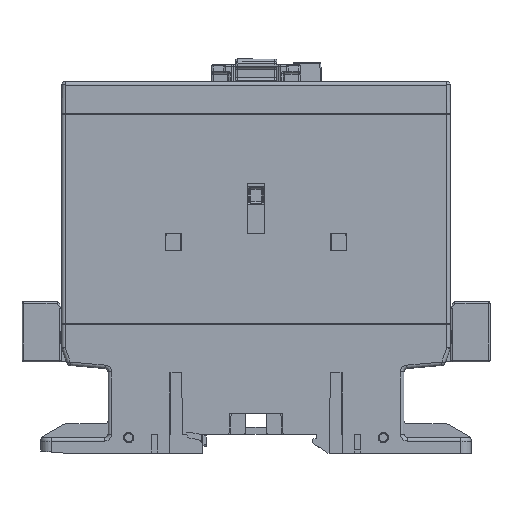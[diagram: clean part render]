
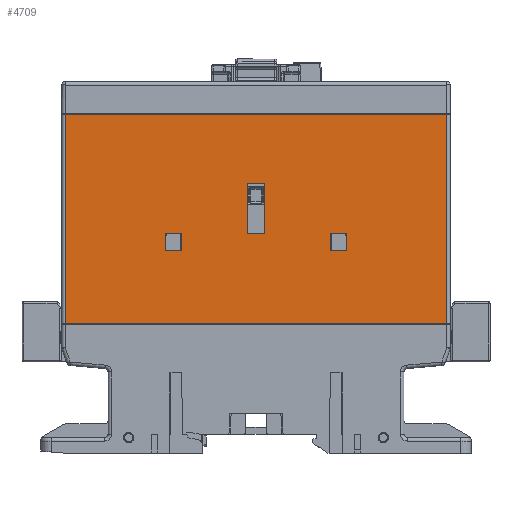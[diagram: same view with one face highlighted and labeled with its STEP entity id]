
A CAD part, front view. The second image highlights one B-rep face of the part: STEP entity #4709.
In plain terms, the highlighted planar face has unit normal (0, -1, 0).
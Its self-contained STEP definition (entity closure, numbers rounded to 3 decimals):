
#668=FACE_BOUND('',#9734,.T.);
#669=FACE_BOUND('',#9735,.T.);
#670=FACE_BOUND('',#9736,.T.);
#671=FACE_BOUND('',#9737,.T.);
#1553=PLANE('',#56465);
#4709=ADVANCED_FACE('',(#668,#669,#670,#671),#1553,.T.);
#9734=EDGE_LOOP('',(#30825,#30826,#30827,#30828));
#9735=EDGE_LOOP('',(#30829,#30830,#30831,#30832));
#9736=EDGE_LOOP('',(#30833,#30834,#30835,#30836));
#9737=EDGE_LOOP('',(#30837,#30838,#30839,#30840));
#14446=LINE('',#86991,#20517);
#14449=LINE('',#86996,#20520);
#14453=LINE('',#87003,#20524);
#14457=LINE('',#87010,#20528);
#14460=LINE('',#87015,#20531);
#14462=LINE('',#87019,#20533);
#14465=LINE('',#87026,#20536);
#14800=LINE('',#88174,#20871);
#14801=LINE('',#88176,#20872);
#14806=LINE('',#88187,#20877);
#14809=LINE('',#88192,#20880);
#14811=LINE('',#88195,#20882);
#14857=LINE('',#88462,#20928);
#14876=LINE('',#88497,#20947);
#14877=LINE('',#88499,#20948);
#14878=LINE('',#88501,#20949);
#20517=VECTOR('',#64620,1.);
#20520=VECTOR('',#64625,1.);
#20524=VECTOR('',#64631,1.);
#20528=VECTOR('',#64637,1.);
#20531=VECTOR('',#64642,1.);
#20533=VECTOR('',#64646,1.);
#20536=VECTOR('',#64651,1.);
#20871=VECTOR('',#65802,1.);
#20872=VECTOR('',#65805,1.);
#20877=VECTOR('',#65816,1.);
#20880=VECTOR('',#65821,1.);
#20882=VECTOR('',#65825,1.);
#20928=VECTOR('',#65969,1.);
#20947=VECTOR('',#65998,1.);
#20948=VECTOR('',#66001,1.);
#20949=VECTOR('',#66002,1.);
#30825=ORIENTED_EDGE('',*,*,#49123,.F.);
#30826=ORIENTED_EDGE('',*,*,#49100,.T.);
#30827=ORIENTED_EDGE('',*,*,#49122,.F.);
#30828=ORIENTED_EDGE('',*,*,#49124,.F.);
#30829=ORIENTED_EDGE('',*,*,#49019,.T.);
#30830=ORIENTED_EDGE('',*,*,#49024,.T.);
#30831=ORIENTED_EDGE('',*,*,#48443,.T.);
#30832=ORIENTED_EDGE('',*,*,#49022,.T.);
#30833=ORIENTED_EDGE('',*,*,#48440,.T.);
#30834=ORIENTED_EDGE('',*,*,#48435,.T.);
#30835=ORIENTED_EDGE('',*,*,#49014,.T.);
#30836=ORIENTED_EDGE('',*,*,#48438,.T.);
#30837=ORIENTED_EDGE('',*,*,#48431,.T.);
#30838=ORIENTED_EDGE('',*,*,#49013,.T.);
#30839=ORIENTED_EDGE('',*,*,#48427,.T.);
#30840=ORIENTED_EDGE('',*,*,#48424,.T.);
#40749=VERTEX_POINT('',#86990);
#40750=VERTEX_POINT('',#86992);
#40751=VERTEX_POINT('',#86997);
#40752=VERTEX_POINT('',#87002);
#40753=VERTEX_POINT('',#87006);
#40754=VERTEX_POINT('',#87009);
#40755=VERTEX_POINT('',#87014);
#40756=VERTEX_POINT('',#87016);
#40759=VERTEX_POINT('',#87025);
#40760=VERTEX_POINT('',#87027);
#41131=VERTEX_POINT('',#88186);
#41132=VERTEX_POINT('',#88188);
#41174=VERTEX_POINT('',#88461);
#41175=VERTEX_POINT('',#88463);
#41185=VERTEX_POINT('',#88496);
#41186=VERTEX_POINT('',#88500);
#48424=EDGE_CURVE('',#40750,#40749,#14446,.T.);
#48427=EDGE_CURVE('',#40751,#40750,#14449,.T.);
#48431=EDGE_CURVE('',#40749,#40752,#14453,.T.);
#48435=EDGE_CURVE('',#40753,#40754,#14457,.T.);
#48438=EDGE_CURVE('',#40756,#40755,#14460,.T.);
#48440=EDGE_CURVE('',#40755,#40753,#14462,.T.);
#48443=EDGE_CURVE('',#40760,#40759,#14465,.T.);
#49013=EDGE_CURVE('',#40752,#40751,#14800,.T.);
#49014=EDGE_CURVE('',#40754,#40756,#14801,.T.);
#49019=EDGE_CURVE('',#41132,#41131,#14806,.T.);
#49022=EDGE_CURVE('',#40759,#41132,#14809,.T.);
#49024=EDGE_CURVE('',#41131,#40760,#14811,.T.);
#49100=EDGE_CURVE('',#41175,#41174,#14857,.T.);
#49122=EDGE_CURVE('',#41185,#41174,#14876,.T.);
#49123=EDGE_CURVE('',#41175,#41186,#14877,.T.);
#49124=EDGE_CURVE('',#41186,#41185,#14878,.T.);
#56465=AXIS2_PLACEMENT_3D('',#88502,#66003,#66004);
#64620=DIRECTION('',(0.009,0.,-1.));
#64625=DIRECTION('',(1.,0.,0.));
#64631=DIRECTION('',(-1.,0.,0.));
#64637=DIRECTION('',(-1.,0.,0.));
#64642=DIRECTION('',(1.,0.,0.));
#64646=DIRECTION('',(0.009,0.,-1.));
#64651=DIRECTION('',(1.,0.,0.));
#65802=DIRECTION('',(0.009,0.,1.));
#65805=DIRECTION('',(0.009,0.,1.));
#65816=DIRECTION('',(-1.,0.,0.));
#65821=DIRECTION('',(0.,0.,-1.));
#65825=DIRECTION('',(0.,0.,1.));
#65969=DIRECTION('',(-1.,0.,0.));
#65998=DIRECTION('',(0.,0.,1.));
#66001=DIRECTION('',(0.,0.,-1.));
#66002=DIRECTION('',(-1.,0.,0.));
#66003=DIRECTION('',(0.,-1.,0.));
#66004=DIRECTION('',(0.,0.,-1.));
#86990=CARTESIAN_POINT('',(26.426,-40.736,17.85));
#86991=CARTESIAN_POINT('',(26.426,-40.736,17.85));
#86992=CARTESIAN_POINT('',(26.383,-40.736,22.919));
#86996=CARTESIAN_POINT('',(26.383,-40.736,22.919));
#86997=CARTESIAN_POINT('',(21.617,-40.736,22.919));
#87002=CARTESIAN_POINT('',(21.574,-40.736,17.85));
#87003=CARTESIAN_POINT('',(21.574,-40.736,17.85));
#87006=CARTESIAN_POINT('',(-21.574,-40.736,17.85));
#87009=CARTESIAN_POINT('',(-26.426,-40.736,17.85));
#87010=CARTESIAN_POINT('',(-26.426,-40.736,17.85));
#87014=CARTESIAN_POINT('',(-21.617,-40.736,22.919));
#87015=CARTESIAN_POINT('',(-21.617,-40.736,22.919));
#87016=CARTESIAN_POINT('',(-26.383,-40.736,22.919));
#87019=CARTESIAN_POINT('',(-21.574,-40.736,17.85));
#87025=CARTESIAN_POINT('',(2.531,-40.736,37.416));
#87026=CARTESIAN_POINT('',(2.531,-40.736,37.416));
#87027=CARTESIAN_POINT('',(-2.531,-40.736,37.416));
#88174=CARTESIAN_POINT('',(21.617,-40.736,22.919));
#88176=CARTESIAN_POINT('',(-26.383,-40.736,22.919));
#88186=CARTESIAN_POINT('',(-2.531,-40.736,22.853));
#88187=CARTESIAN_POINT('',(-2.531,-40.736,22.853));
#88188=CARTESIAN_POINT('',(2.531,-40.736,22.853));
#88192=CARTESIAN_POINT('',(2.531,-40.736,22.853));
#88195=CARTESIAN_POINT('',(-2.531,-40.736,37.416));
#88461=CARTESIAN_POINT('',(-55.5,-40.736,57.584));
#88462=CARTESIAN_POINT('',(55.5,-40.736,57.584));
#88463=CARTESIAN_POINT('',(55.5,-40.736,57.584));
#88496=CARTESIAN_POINT('',(-55.5,-40.736,-3.216));
#88497=CARTESIAN_POINT('',(-55.5,-40.736,-3.216));
#88499=CARTESIAN_POINT('',(55.5,-40.736,57.584));
#88500=CARTESIAN_POINT('',(55.5,-40.736,-3.216));
#88501=CARTESIAN_POINT('',(55.5,-40.736,-3.216));
#88502=CARTESIAN_POINT('',(-56.5,-40.736,-0.416));
